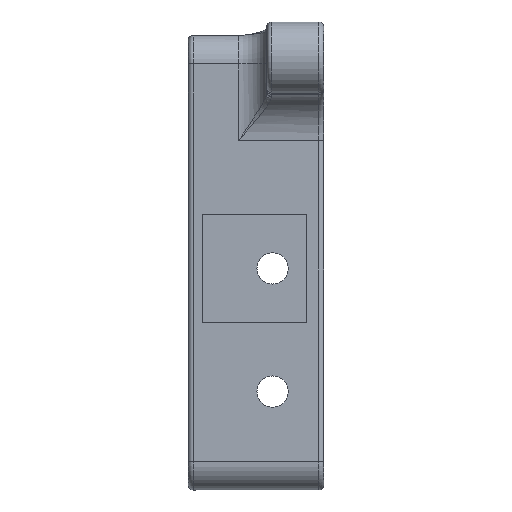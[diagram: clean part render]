
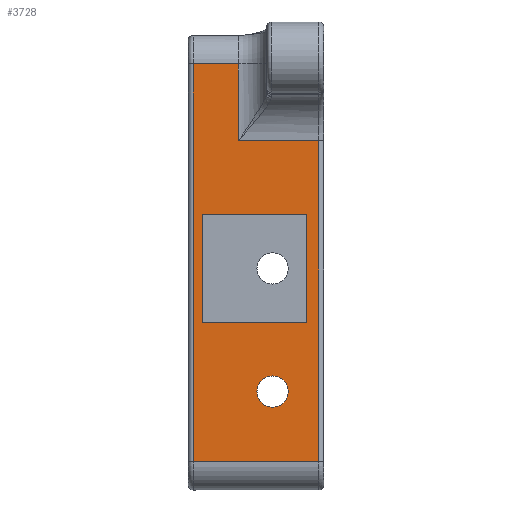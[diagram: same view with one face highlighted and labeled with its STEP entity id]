
A CAD part, left-side view. The second image highlights one B-rep face of the part: STEP entity #3728.
In plain terms, the highlighted planar face has unit normal (-1, 0, 0).
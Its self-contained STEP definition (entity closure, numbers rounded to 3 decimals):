
#127=FACE_BOUND('',#516,.T.);
#128=FACE_BOUND('',#517,.T.);
#162=PLANE('',#3997);
#284=FACE_OUTER_BOUND('',#515,.T.);
#515=EDGE_LOOP('',(#2665,#2666,#2667,#2668,#2669,#2670));
#516=EDGE_LOOP('',(#2671));
#517=EDGE_LOOP('',(#2672,#2673,#2674,#2675));
#795=LINE('',#5845,#1109);
#799=LINE('',#5853,#1113);
#802=LINE('',#5859,#1116);
#805=LINE('',#5864,#1119);
#807=LINE('',#6076,#1121);
#808=LINE('',#6078,#1122);
#809=LINE('',#6080,#1123);
#810=LINE('',#6082,#1124);
#811=LINE('',#6084,#1125);
#812=LINE('',#6085,#1126);
#1109=VECTOR('',#4520,10.);
#1113=VECTOR('',#4526,10.);
#1116=VECTOR('',#4531,10.);
#1119=VECTOR('',#4536,10.);
#1121=VECTOR('',#4550,10.);
#1122=VECTOR('',#4551,10.);
#1123=VECTOR('',#4552,10.);
#1124=VECTOR('',#4553,10.);
#1125=VECTOR('',#4554,10.);
#1126=VECTOR('',#4555,10.);
#1361=CIRCLE('',#3944,1.65);
#1561=VERTEX_POINT('',#5524);
#1643=VERTEX_POINT('',#5843);
#1644=VERTEX_POINT('',#5844);
#1647=VERTEX_POINT('',#5852);
#1649=VERTEX_POINT('',#5858);
#1652=VERTEX_POINT('',#6074);
#1653=VERTEX_POINT('',#6075);
#1654=VERTEX_POINT('',#6077);
#1655=VERTEX_POINT('',#6079);
#1656=VERTEX_POINT('',#6081);
#1657=VERTEX_POINT('',#6083);
#1915=EDGE_CURVE('',#1561,#1561,#1361,.T.);
#2017=EDGE_CURVE('',#1643,#1644,#795,.T.);
#2021=EDGE_CURVE('',#1647,#1643,#799,.T.);
#2024=EDGE_CURVE('',#1649,#1647,#802,.T.);
#2027=EDGE_CURVE('',#1644,#1649,#805,.T.);
#2033=EDGE_CURVE('',#1652,#1653,#807,.T.);
#2034=EDGE_CURVE('',#1654,#1652,#808,.T.);
#2035=EDGE_CURVE('',#1655,#1654,#809,.T.);
#2036=EDGE_CURVE('',#1656,#1655,#810,.T.);
#2037=EDGE_CURVE('',#1657,#1656,#811,.T.);
#2038=EDGE_CURVE('',#1653,#1657,#812,.T.);
#2665=ORIENTED_EDGE('',*,*,#2033,.F.);
#2666=ORIENTED_EDGE('',*,*,#2034,.F.);
#2667=ORIENTED_EDGE('',*,*,#2035,.F.);
#2668=ORIENTED_EDGE('',*,*,#2036,.F.);
#2669=ORIENTED_EDGE('',*,*,#2037,.F.);
#2670=ORIENTED_EDGE('',*,*,#2038,.F.);
#2671=ORIENTED_EDGE('',*,*,#1915,.T.);
#2672=ORIENTED_EDGE('',*,*,#2017,.T.);
#2673=ORIENTED_EDGE('',*,*,#2027,.T.);
#2674=ORIENTED_EDGE('',*,*,#2024,.T.);
#2675=ORIENTED_EDGE('',*,*,#2021,.T.);
#3728=ADVANCED_FACE('',(#284,#127,#128),#162,.T.);
#3944=AXIS2_PLACEMENT_3D('',#5525,#4368,#4369);
#3997=AXIS2_PLACEMENT_3D('',#6073,#4548,#4549);
#4368=DIRECTION('center_axis',(1.,0.,0.));
#4369=DIRECTION('ref_axis',(0.,-1.,0.));
#4520=DIRECTION('',(0.,0.,-1.));
#4526=DIRECTION('',(0.,-1.,0.));
#4531=DIRECTION('',(0.,0.,1.));
#4536=DIRECTION('',(0.,1.,0.));
#4548=DIRECTION('center_axis',(-1.,0.,0.));
#4549=DIRECTION('ref_axis',(0.,-1.,0.));
#4550=DIRECTION('',(0.,0.,-1.));
#4551=DIRECTION('',(0.,-1.,0.));
#4552=DIRECTION('',(0.,0.,-1.));
#4553=DIRECTION('',(0.,-1.,0.));
#4554=DIRECTION('',(0.,0.,1.));
#4555=DIRECTION('',(0.,1.,0.));
#5524=CARTESIAN_POINT('',(-25.7,34.977,9.1));
#5525=CARTESIAN_POINT('Origin',(-25.7,33.327,9.1));
#5843=CARTESIAN_POINT('',(-25.7,29.727,27.85));
#5844=CARTESIAN_POINT('',(-25.7,29.727,16.35));
#5845=CARTESIAN_POINT('',(-25.7,29.727,33.775));
#5852=CARTESIAN_POINT('',(-25.7,40.727,27.85));
#5853=CARTESIAN_POINT('',(-25.7,55.977,27.85));
#5858=CARTESIAN_POINT('',(-25.7,40.727,16.35));
#5859=CARTESIAN_POINT('',(-25.7,40.727,28.025));
#5864=CARTESIAN_POINT('',(-25.7,50.477,16.35));
#6073=CARTESIAN_POINT('Origin',(-25.7,71.227,39.7));
#6074=CARTESIAN_POINT('',(-25.7,28.427,35.605));
#6075=CARTESIAN_POINT('',(-25.7,28.427,1.7));
#6076=CARTESIAN_POINT('',(-25.7,28.427,39.7));
#6077=CARTESIAN_POINT('',(-25.7,36.927,35.605));
#6078=CARTESIAN_POINT('',(-25.7,49.577,35.605));
#6079=CARTESIAN_POINT('',(-25.7,36.927,43.7));
#6080=CARTESIAN_POINT('',(-25.7,36.927,41.753));
#6081=CARTESIAN_POINT('',(-25.7,41.727,43.7));
#6082=CARTESIAN_POINT('',(-25.7,71.227,43.7));
#6083=CARTESIAN_POINT('',(-25.7,41.727,1.7));
#6084=CARTESIAN_POINT('',(-25.7,41.727,39.7));
#6085=CARTESIAN_POINT('',(-25.7,71.227,1.7));
